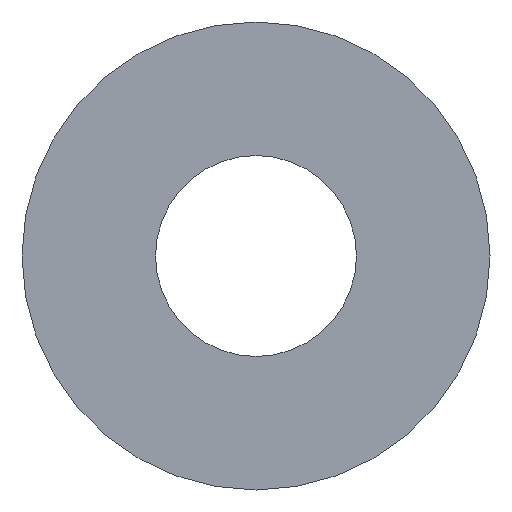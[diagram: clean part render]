
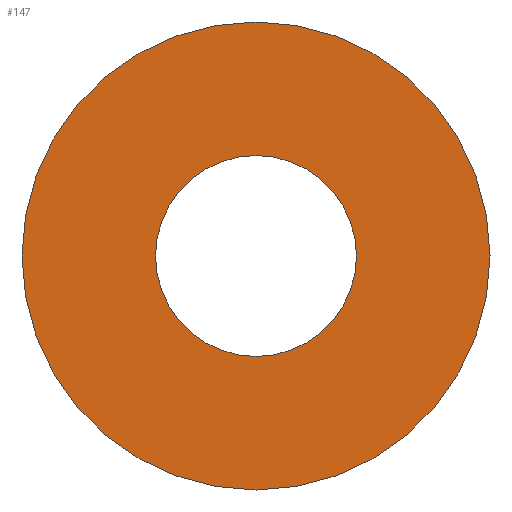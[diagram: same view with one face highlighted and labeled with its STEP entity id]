
A CAD part, front view. The second image highlights one B-rep face of the part: STEP entity #147.
In plain terms, the highlighted planar face has unit normal (0, -1, 0).
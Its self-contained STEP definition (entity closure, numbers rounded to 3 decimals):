
#2 = ORIENTED_EDGE ( 'NONE', *, *, #163, .T. ) ;
#9 = DIRECTION ( 'NONE',  ( 0., 1., 0. ) ) ;
#10 = CARTESIAN_POINT ( 'NONE',  ( 0., 0., 0. ) ) ;
#14 = CIRCLE ( 'NONE', #221, 184. ) ;
#20 = ORIENTED_EDGE ( 'NONE', *, *, #30, .F. ) ;
#23 = VERTEX_POINT ( 'NONE', #140 ) ;
#25 = ORIENTED_EDGE ( 'NONE', *, *, #143, .F. ) ;
#30 = EDGE_CURVE ( 'NONE', #61, #248, #200, .T. ) ;
#34 = AXIS2_PLACEMENT_3D ( 'NONE', #146, #82, #65 ) ;
#46 = DIRECTION ( 'NONE',  ( 0., 1., 0. ) ) ;
#49 = CIRCLE ( 'NONE', #188, 79. ) ;
#56 = ORIENTED_EDGE ( 'NONE', *, *, #207, .T. ) ;
#61 = VERTEX_POINT ( 'NONE', #137 ) ;
#62 = FACE_OUTER_BOUND ( 'NONE', #238, .T. ) ;
#65 = DIRECTION ( 'NONE',  ( 0., 0., 1. ) ) ;
#66 = CIRCLE ( 'NONE', #72, 79. ) ;
#72 = AXIS2_PLACEMENT_3D ( 'NONE', #141, #239, #121 ) ;
#77 = DIRECTION ( 'NONE',  ( 0., 0., 1. ) ) ;
#82 = DIRECTION ( 'NONE',  ( 0., 1., 0. ) ) ;
#106 = CARTESIAN_POINT ( 'NONE',  ( 0., 0., 0. ) ) ;
#115 = DIRECTION ( 'NONE',  ( 0., 1., 0. ) ) ;
#121 = DIRECTION ( 'NONE',  ( 0., 0., 1. ) ) ;
#122 = FACE_BOUND ( 'NONE', #215, .T. ) ;
#123 = DIRECTION ( 'NONE',  ( 0., 0., 1. ) ) ;
#137 = CARTESIAN_POINT ( 'NONE',  ( 0., 0., 184. ) ) ;
#140 = CARTESIAN_POINT ( 'NONE',  ( 0., 0., -79. ) ) ;
#141 = CARTESIAN_POINT ( 'NONE',  ( 0., 0., 0. ) ) ;
#143 = EDGE_CURVE ( 'NONE', #248, #61, #14, .T. ) ;
#146 = CARTESIAN_POINT ( 'NONE',  ( 0., 0., 0. ) ) ;
#147 = ADVANCED_FACE ( 'NONE', ( #62, #122 ), #222, .F. ) ;
#162 = CARTESIAN_POINT ( 'NONE',  ( 0., 0., 79. ) ) ;
#163 = EDGE_CURVE ( 'NONE', #23, #235, #66, .T. ) ;
#176 = DIRECTION ( 'NONE',  ( 0., 0., 1. ) ) ;
#188 = AXIS2_PLACEMENT_3D ( 'NONE', #106, #9, #176 ) ;
#190 = AXIS2_PLACEMENT_3D ( 'NONE', #249, #115, #77 ) ;
#199 = CARTESIAN_POINT ( 'NONE',  ( 0., 0., -184. ) ) ;
#200 = CIRCLE ( 'NONE', #190, 184. ) ;
#207 = EDGE_CURVE ( 'NONE', #235, #23, #49, .T. ) ;
#215 = EDGE_LOOP ( 'NONE', ( #2, #56 ) ) ;
#221 = AXIS2_PLACEMENT_3D ( 'NONE', #10, #46, #123 ) ;
#222 = PLANE ( 'NONE',  #34 ) ;
#235 = VERTEX_POINT ( 'NONE', #162 ) ;
#238 = EDGE_LOOP ( 'NONE', ( #25, #20 ) ) ;
#239 = DIRECTION ( 'NONE',  ( 0., 1., 0. ) ) ;
#248 = VERTEX_POINT ( 'NONE', #199 ) ;
#249 = CARTESIAN_POINT ( 'NONE',  ( 0., 0., 0. ) ) ;
